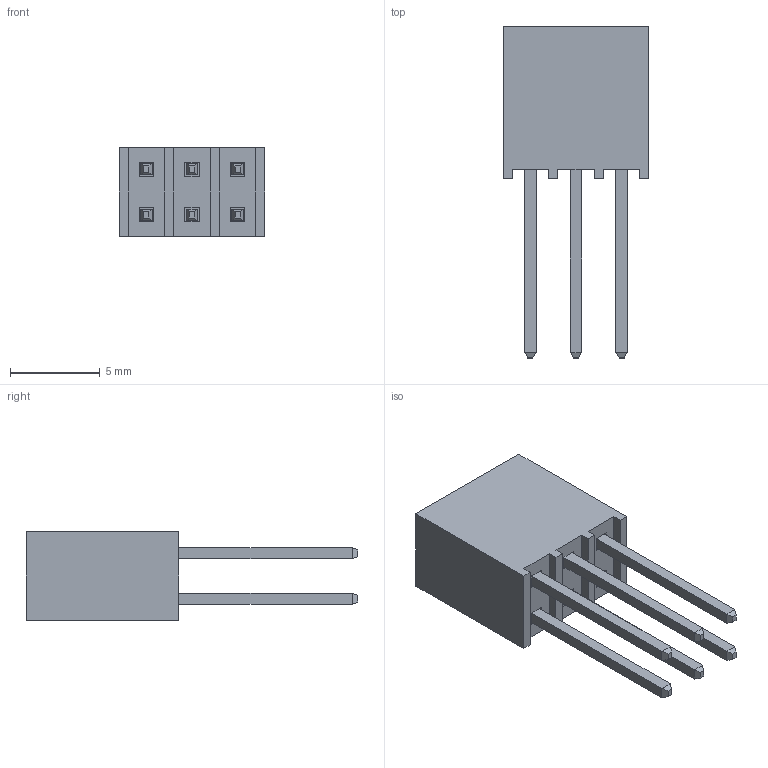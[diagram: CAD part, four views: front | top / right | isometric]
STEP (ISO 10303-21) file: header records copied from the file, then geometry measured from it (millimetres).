
FILE_DESCRIPTION(/* description */ ('STEP AP214'),/* implementation_level */ '2;1');
FILE_NAME(/* name */ 'SSQ-103-03-L-D',/* time_stamp */ '2023-07-28T13:55:33+02:00',/* author */ ('License CC BY-ND 4.0'),/* organization */ ('CADENAS'),/* preprocessor_version */ 'ST-DEVELOPER v19.3',/* originating_system */ 'PARTsolutions',/* authorisation */ ' ');
FILE_SCHEMA (('AUTOMOTIVE_DESIGN {1 0 10303 214 3 1 1}'));
Length unit declared in the file: inch
Products named in the file (3): SSQ-103-03-L-D; P2SSQ-103-03-L-D; T1SSQ-103-03-L-D
Assembly tree (2 placements, depth 2):
  SSQ-103-03-L-D
    P2SSQ-103-03-L-D
    T1SSQ-103-03-L-D
Bounding box: 8.13 x 18.52 x 4.95 mm (x, y, z)
Volume: 326.4 mm3; surface area: 667.9 mm2
Topology: 2 solids, 2 shells, 102 faces, 276 edges, 184 vertices
Faces by surface type: plane 102
Entity records: 3242 total; most frequent: CARTESIAN_POINT 565, ORIENTED_EDGE 552, DIRECTION 486, EDGE_CURVE 276, LINE 276, VECTOR 276, VERTEX_POINT 184, EDGE_LOOP 120
